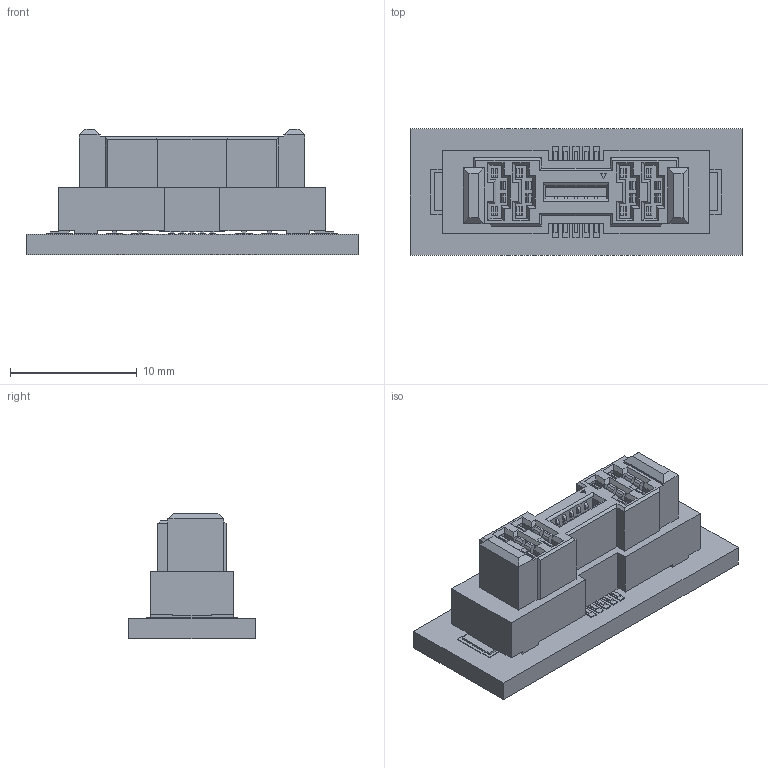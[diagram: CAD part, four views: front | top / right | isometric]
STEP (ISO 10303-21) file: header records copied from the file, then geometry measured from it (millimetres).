
FILE_DESCRIPTION((''),'2;1');
FILE_NAME('10159559-410221RLF_ASM','2021-04-23T',('LeiLQ'),('AFCI'),'CREO PARAMETRIC BY PTC INC, 2018360','CREO PARAMETRIC BY PTC INC, 2018360','');
FILE_SCHEMA(('AUTOMOTIVE_DESIGN { 1 0 10303 214 1 1 1 1 }'));
Length unit declared in the file: millimetre
Products named in the file (3): BERGSTAK_HYBRID_R2_4P10S_8; 10159559_PCB_R2_4P10S_4; 10159559-410221RLF_ASM
Assembly tree (2 placements, depth 2):
  10159559-410221RLF_ASM
    BERGSTAK_HYBRID_R2_4P10S_8
    10159559_PCB_R2_4P10S_4
Bounding box: 26.2 x 10 x 9.9 mm (x, y, z)
Volume: 1175.9 mm3; surface area: 1614.1 mm2
Topology: 2 solids, 2 shells, 544 faces, 1395 edges, 910 vertices
Faces by surface type: plane 504, cylinder 36, bspline 4
Entity records: 21224 total; most frequent: CARTESIAN_POINT 2993, ORIENTED_EDGE 2790, DIRECTION 2589, PRESENTATION_STYLE_ASSIGNMENT 1414, STYLED_ITEM 1398, CURVE_STYLE 1395, EDGE_CURVE 1395, VECTOR 1283
